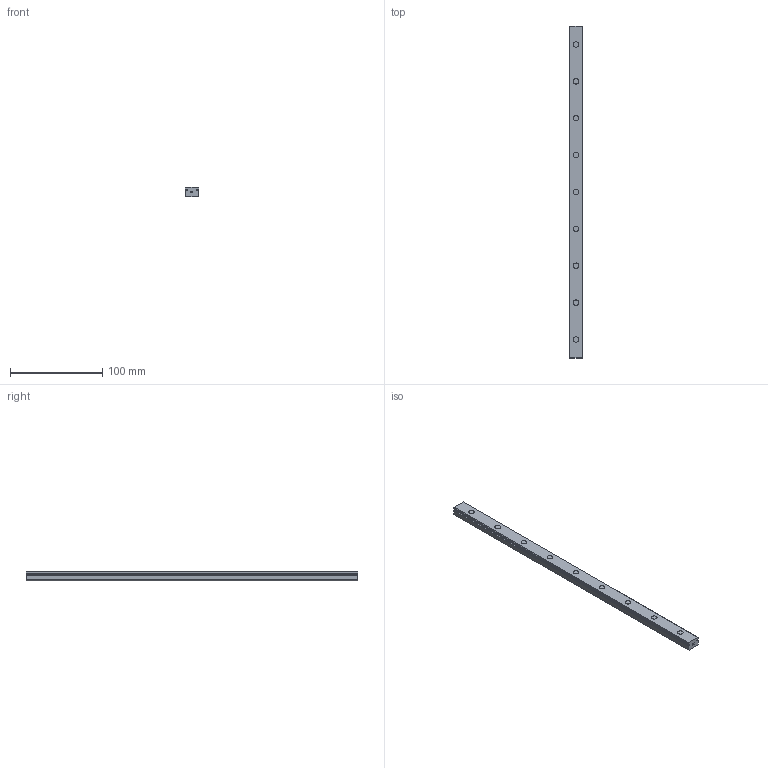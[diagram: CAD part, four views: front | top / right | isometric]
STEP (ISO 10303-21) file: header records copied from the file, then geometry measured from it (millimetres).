
FILE_DESCRIPTION(('STEP AP214'),'1');
FILE_NAME('cctmp_74EA0A6F-F289-43B2-B6FA-7BC952B8B7A7_2021_02_19_13_14_47_0026..stp','2021-02-19T12:14:47',('HIWIN GmbH'),('CADClick - www.CADClick.com'),'Spatial InterOp 3D',' ','unknown authorization');
FILE_SCHEMA(('AUTOMOTIVE_DESIGN'));
Length unit declared in the file: millimetre
Products named in the file (1): MGNR15R360CM_FILE
Bounding box: 15 x 360 x 10 mm (x, y, z)
Volume: 50015.1 mm3; surface area: 21544.6 mm2
Topology: 1 solids, 1 shells, 176 faces, 429 edges, 286 vertices
Faces by surface type: plane 106, cylinder 70
Entity records: 6625 total; most frequent: DIRECTION 923, CARTESIAN_POINT 892, ORIENTED_EDGE 858, EDGE_CURVE 429, AXIS2_PLACEMENT_3D 317, LINE 289, VECTOR 289, VERTEX_POINT 286
